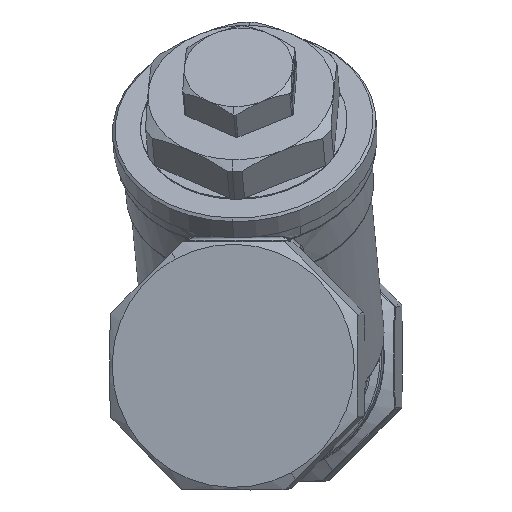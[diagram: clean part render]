
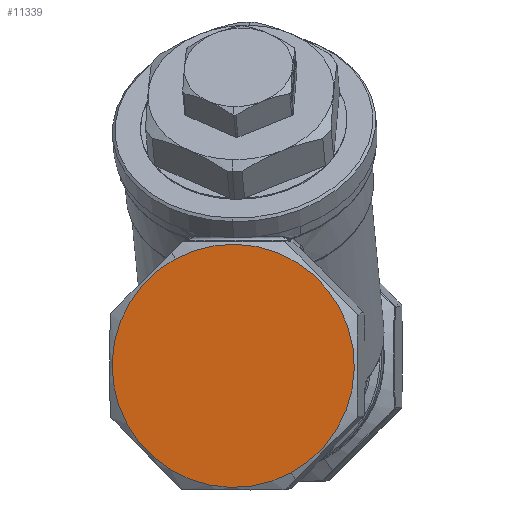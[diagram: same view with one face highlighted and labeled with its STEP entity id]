
A CAD part, front view. The second image highlights one B-rep face of the part: STEP entity #11339.
In plain terms, the highlighted planar face has unit normal (-0.092, -0.996, -0.02).
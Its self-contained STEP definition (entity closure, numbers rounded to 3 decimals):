
#11316=CARTESIAN_POINT('Axis2P3D Location',(253.513,-102.743,-143.541)) ;
#11321=CARTESIAN_POINT('Axis2P3D Location',(253.513,-103.173,-121.945)) ;
#11325=CARTESIAN_POINT('Vertex',(242.294,-102.551,-101.306)) ;
#11327=CARTESIAN_POINT('Vertex',(264.732,-103.795,-142.585)) ;
#11330=CARTESIAN_POINT('Axis2P3D Location',(253.513,-103.173,-121.945)) ;
#11317=DIRECTION('Axis2P3D Direction',(-0.092,-0.996,-0.02)) ;
#11318=DIRECTION('Axis2P3D XDirection',(0.996,-0.092,-0.002)) ;
#11322=DIRECTION('Axis2P3D Direction',(-0.092,-0.996,-0.02)) ;
#11331=DIRECTION('Axis2P3D Direction',(-0.092,-0.996,-0.02)) ;
#11319=AXIS2_PLACEMENT_3D('Plane Axis2P3D',#11316,#11317,#11318) ;
#11323=AXIS2_PLACEMENT_3D('Circle Axis2P3D',#11321,#11322,$) ;
#11332=AXIS2_PLACEMENT_3D('Circle Axis2P3D',#11330,#11331,$) ;
#11324=CIRCLE('generated circle',#11323,23.5) ;
#11333=CIRCLE('generated circle',#11332,23.5) ;
#11320=PLANE('',#11319) ;
#11329=EDGE_CURVE('',#11326,#11328,#11324,.T.) ;
#11334=EDGE_CURVE('',#11328,#11326,#11333,.T.) ;
#11336=ORIENTED_EDGE('',*,*,#11329,.T.) ;
#11337=ORIENTED_EDGE('',*,*,#11334,.T.) ;
#11335=EDGE_LOOP('',(#11336,#11337)) ;
#11326=VERTEX_POINT('',#11325) ;
#11328=VERTEX_POINT('',#11327) ;
#11339=ADVANCED_FACE('PartBody',(#11338),#11320,.T.) ;
#11338=FACE_OUTER_BOUND('',#11335,.T.) ;
